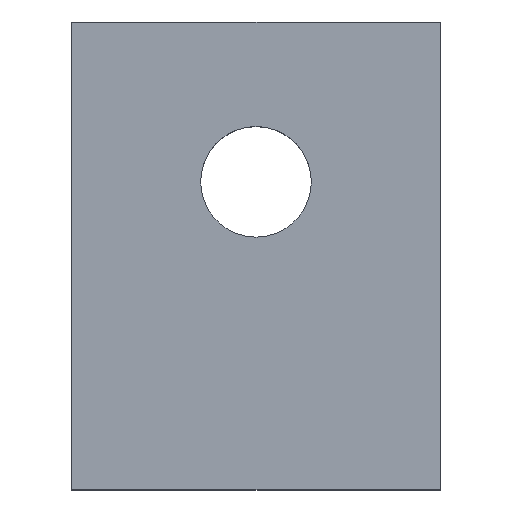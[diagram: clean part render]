
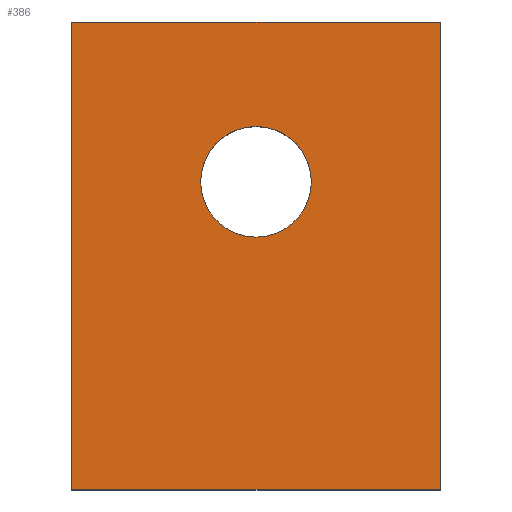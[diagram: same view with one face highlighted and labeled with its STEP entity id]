
A CAD part, top view. The second image highlights one B-rep face of the part: STEP entity #386.
In plain terms, the highlighted planar face has unit normal (0, 0, 1).
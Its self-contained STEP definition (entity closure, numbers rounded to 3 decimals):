
#27 = CARTESIAN_POINT ( 'NONE',  ( 15., 38., 0. ) ) ;
#28 = DIRECTION ( 'NONE',  ( 1., 0., 0. ) ) ;
#33 = CARTESIAN_POINT ( 'NONE',  ( 15., 0., 0. ) ) ;
#34 = DIRECTION ( 'NONE',  ( -1., 0., 0. ) ) ;
#66 = CARTESIAN_POINT ( 'NONE',  ( 30., 19., 0. ) ) ;
#67 = DIRECTION ( 'NONE',  ( 0., -1., 0. ) ) ;
#73 = CARTESIAN_POINT ( 'NONE',  ( 0., 19., 0. ) ) ;
#74 = DIRECTION ( 'NONE',  ( 0., 1., 0. ) ) ;
#135 = CARTESIAN_POINT ( 'NONE',  ( 0., 0., 0. ) ) ;
#136 = CARTESIAN_POINT ( 'NONE',  ( 0., 38., 0. ) ) ;
#143 = CARTESIAN_POINT ( 'NONE',  ( 30., 0., 0. ) ) ;
#148 = CARTESIAN_POINT ( 'NONE',  ( 30., 38., 0. ) ) ;
#195 = EDGE_CURVE ( 'NONE', #252, #264, #1202, .T. ) ;
#198 = EDGE_CURVE ( 'NONE', #259, #251, #1209, .T. ) ;
#214 = EDGE_CURVE ( 'NONE', #264, #259, #498, .T. ) ;
#217 = EDGE_CURVE ( 'NONE', #251, #252, #505, .T. ) ;
#251 = VERTEX_POINT ( 'NONE', #135 ) ;
#252 = VERTEX_POINT ( 'NONE', #136 ) ;
#259 = VERTEX_POINT ( 'NONE', #143 ) ;
#264 = VERTEX_POINT ( 'NONE', #148 ) ;
#319 = CIRCLE ( 'NONE', #469, 4.5 ) ;
#386 = ADVANCED_FACE ( 'NONE', ( #757, #758 ), #977, .F. ) ;
#412 = EDGE_CURVE ( 'NONE', #782, #827, #847, .T. ) ;
#450 = AXIS2_PLACEMENT_3D ( 'NONE', #978, #979, #980 ) ;
#464 = AXIS2_PLACEMENT_3D ( 'NONE', #1049, #1050, #1051 ) ;
#469 = AXIS2_PLACEMENT_3D ( 'NONE', #1295, #1296, #1297 ) ;
#498 = LINE ( 'NONE', #66, #502 ) ;
#502 = VECTOR ( 'NONE', #67, 1000. ) ;
#505 = LINE ( 'NONE', #73, #507 ) ;
#507 = VECTOR ( 'NONE', #74, 1000. ) ;
#549 = EDGE_LOOP ( 'NONE', ( #705, #695 ) ) ;
#565 = EDGE_LOOP ( 'NONE', ( #704, #703, #702, #701 ) ) ;
#695 = ORIENTED_EDGE ( 'NONE', *, *, #412, .F. ) ;
#701 = ORIENTED_EDGE ( 'NONE', *, *, #217, .F. ) ;
#702 = ORIENTED_EDGE ( 'NONE', *, *, #195, .F. ) ;
#703 = ORIENTED_EDGE ( 'NONE', *, *, #214, .F. ) ;
#704 = ORIENTED_EDGE ( 'NONE', *, *, #198, .F. ) ;
#705 = ORIENTED_EDGE ( 'NONE', *, *, #896, .F. ) ;
#757 = FACE_BOUND ( 'NONE', #549, .T. ) ;
#758 = FACE_OUTER_BOUND ( 'NONE', #565, .T. ) ;
#782 = VERTEX_POINT ( 'NONE', #1243 ) ;
#827 = VERTEX_POINT ( 'NONE', #1270 ) ;
#847 = CIRCLE ( 'NONE', #464, 4.5 ) ;
#896 = EDGE_CURVE ( 'NONE', #827, #782, #319, .T. ) ;
#977 = PLANE ( 'NONE',  #450 ) ;
#978 = CARTESIAN_POINT ( 'NONE',  ( 30., 0., 0. ) ) ;
#979 = DIRECTION ( 'NONE',  ( 0., 0., -1. ) ) ;
#980 = DIRECTION ( 'NONE',  ( -1., 0., 0. ) ) ;
#1049 = CARTESIAN_POINT ( 'NONE',  ( 15., 25., 0. ) ) ;
#1050 = DIRECTION ( 'NONE',  ( 0., 0., 1. ) ) ;
#1051 = DIRECTION ( 'NONE',  ( -1., 0., 0. ) ) ;
#1202 = LINE ( 'NONE', #27, #1204 ) ;
#1204 = VECTOR ( 'NONE', #28, 1000. ) ;
#1209 = LINE ( 'NONE', #33, #1210 ) ;
#1210 = VECTOR ( 'NONE', #34, 1000. ) ;
#1243 = CARTESIAN_POINT ( 'NONE',  ( 19.5, 25., 0. ) ) ;
#1270 = CARTESIAN_POINT ( 'NONE',  ( 10.5, 25., 0. ) ) ;
#1295 = CARTESIAN_POINT ( 'NONE',  ( 15., 25., 0. ) ) ;
#1296 = DIRECTION ( 'NONE',  ( 0., 0., 1. ) ) ;
#1297 = DIRECTION ( 'NONE',  ( -1., 0., 0. ) ) ;
